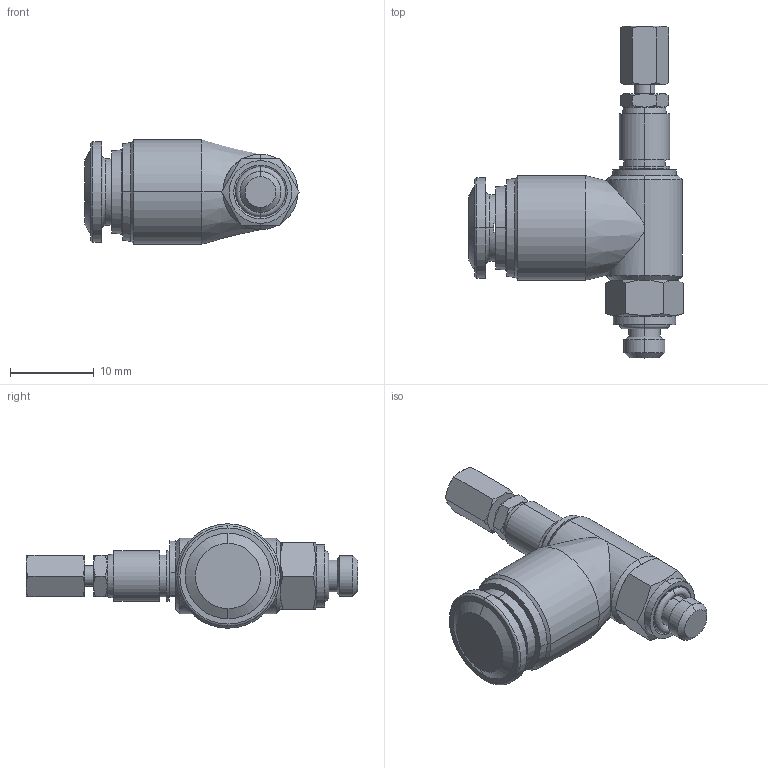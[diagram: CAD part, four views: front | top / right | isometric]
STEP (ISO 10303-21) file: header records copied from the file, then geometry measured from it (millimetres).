
FILE_DESCRIPTION (( 'STEP AP214' ), '1' );
FILE_NAME ('5791500007A.step', '2012-10-22T17:41:03', ( '' ), ( '' ), 'SwSTEP 2.0', 'SolidWorks 2012', '' );
FILE_SCHEMA (( 'AUTOMOTIVE_DESIGN' ));
Length unit declared in the file: millimetre
Products named in the file (1): 5791500007A
Bounding box: 25.62 x 39.7 x 12.5 mm (x, y, z)
Volume: 3414.9 mm3; surface area: 1889.8 mm2
Topology: 1 solids, 1 shells, 148 faces, 339 edges, 204 vertices
Faces by surface type: cone 56, plane 44, cylinder 34, torus 14
Entity records: 4662 total; most frequent: CARTESIAN_POINT 1074, DIRECTION 727, ORIENTED_EDGE 678, EDGE_CURVE 339, AXIS2_PLACEMENT_3D 313, VERTEX_POINT 204, CIRCLE 164, EDGE_LOOP 161
